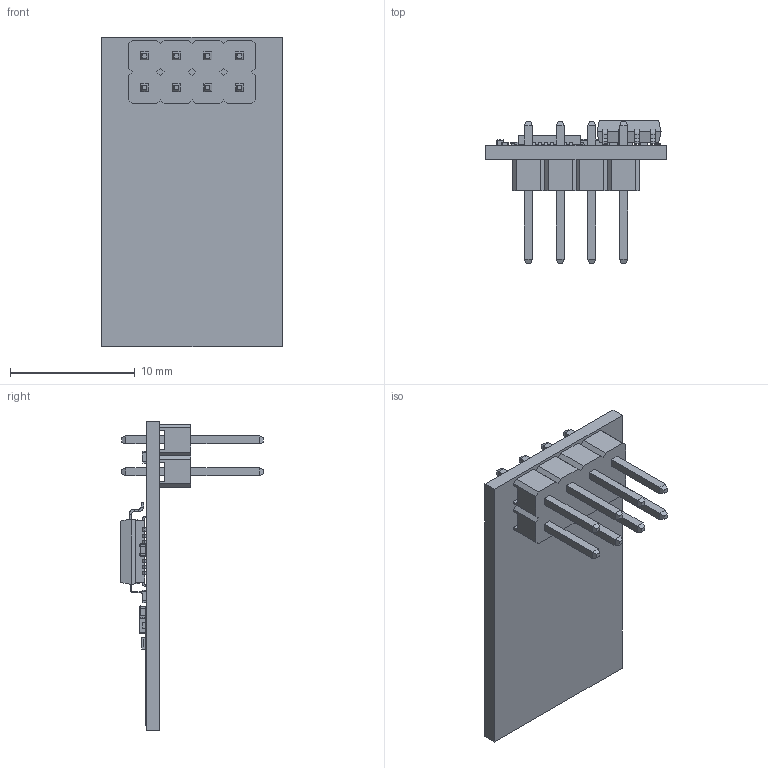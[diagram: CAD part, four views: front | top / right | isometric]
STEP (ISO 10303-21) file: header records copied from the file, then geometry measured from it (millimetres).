
FILE_DESCRIPTION (( 'STEP AP214' ), '1' );
FILE_NAME ('13678.STEP', '2018-08-12T09:08:59', ( '' ), ( '' ), 'SwSTEP 2.0', 'SolidWorks 2017', '' );
FILE_SCHEMA (( 'AUTOMOTIVE_DESIGN' ));
Length unit declared in the file: millimetre
Products named in the file (1): 13678
Bounding box: 14.5 x 11.43 x 24.8 mm (x, y, z)
Surface area: 1388.3 mm2 (no closed solid volume)
Topology: 0 solids, 35 shells, 909 faces, 2408 edges, 1539 vertices
Faces by surface type: plane 714, cylinder 194, bspline 1
Entity records: 32286 total; most frequent: CARTESIAN_POINT 5004, DIRECTION 4527, ORIENTED_EDGE 4507, EDGE_CURVE 2405, VECTOR 2003, LINE 2003, VERTEX_POINT 1539, AXIS2_PLACEMENT_3D 1262
